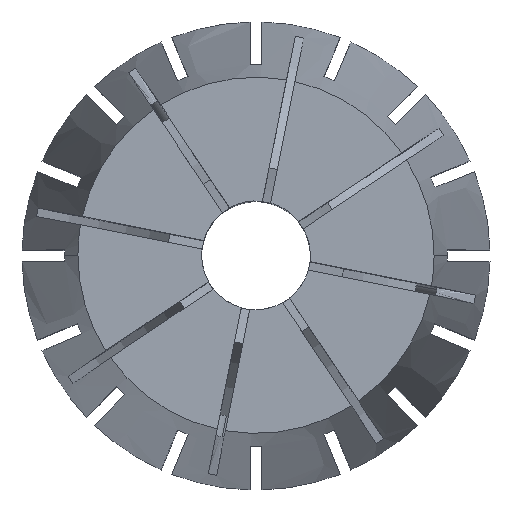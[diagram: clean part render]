
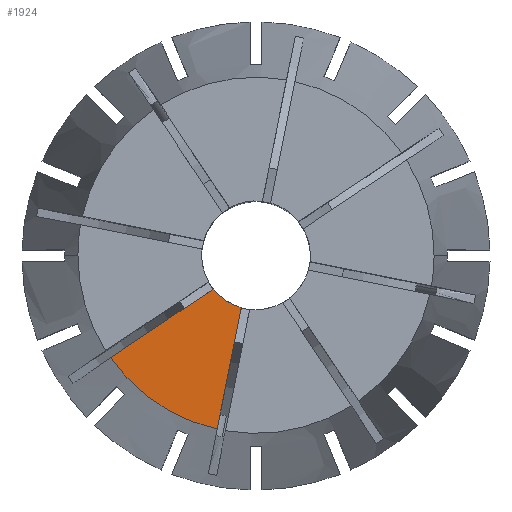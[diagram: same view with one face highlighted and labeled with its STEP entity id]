
A CAD part, top view. The second image highlights one B-rep face of the part: STEP entity #1924.
In plain terms, the highlighted planar face has unit normal (0, 0, 1).
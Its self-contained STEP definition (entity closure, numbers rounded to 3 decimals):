
#9 = CARTESIAN_POINT ( 'NONE',  ( 0., 0., 0. ) ) ;
#40 = AXIS2_PLACEMENT_3D ( 'NONE', #9, #5220, #6440 ) ;
#843 = VECTOR ( 'NONE', #7307, 1000. ) ;
#853 = AXIS2_PLACEMENT_3D ( 'NONE', #1772, #1266, #1217 ) ;
#1075 = EDGE_LOOP ( 'NONE', ( #1857, #3869, #1666, #3709 ) ) ;
#1103 = LINE ( 'NONE', #3805, #2575 ) ;
#1160 = CARTESIAN_POINT ( 'NONE',  ( 0., 0., 0. ) ) ;
#1217 = DIRECTION ( 'NONE',  ( -1., 0., 0. ) ) ;
#1266 = DIRECTION ( 'NONE',  ( 0., 0., -1. ) ) ;
#1666 = ORIENTED_EDGE ( 'NONE', *, *, #4484, .T. ) ;
#1772 = CARTESIAN_POINT ( 'NONE',  ( 0., 0., 0. ) ) ;
#1857 = ORIENTED_EDGE ( 'NONE', *, *, #2267, .F. ) ;
#1924 = ADVANCED_FACE ( 'NONE', ( #3205 ), #2479, .F. ) ;
#2179 = VERTEX_POINT ( 'NONE', #6823 ) ;
#2267 = EDGE_CURVE ( 'NONE', #2877, #6866, #3018, .T. ) ;
#2479 = PLANE ( 'NONE',  #853 ) ;
#2575 = VECTOR ( 'NONE', #3823, 1000. ) ;
#2714 = VERTEX_POINT ( 'NONE', #7385 ) ;
#2877 = VERTEX_POINT ( 'NONE', #5225 ) ;
#2980 = DIRECTION ( 'NONE',  ( 0., 0., 1. ) ) ;
#3018 = CIRCLE ( 'NONE', #40, 4.763 ) ;
#3205 = FACE_OUTER_BOUND ( 'NONE', #1075, .T. ) ;
#3709 = ORIENTED_EDGE ( 'NONE', *, *, #6712, .F. ) ;
#3805 = CARTESIAN_POINT ( 'NONE',  ( -0.368, 0.073, 0. ) ) ;
#3823 = DIRECTION ( 'NONE',  ( -0.195, -0.981, 0. ) ) ;
#3869 = ORIENTED_EDGE ( 'NONE', *, *, #6004, .F. ) ;
#4316 = AXIS2_PLACEMENT_3D ( 'NONE', #1160, #2980, #6960 ) ;
#4360 = CARTESIAN_POINT ( 'NONE',  ( 0.208, -0.312, 0. ) ) ;
#4484 = EDGE_CURVE ( 'NONE', #2179, #2714, #5496, .T. ) ;
#5220 = DIRECTION ( 'NONE',  ( 0., 0., 1. ) ) ;
#5225 = CARTESIAN_POINT ( 'NONE',  ( -3.739, -2.949, 0. ) ) ;
#5496 = CIRCLE ( 'NONE', #4316, 15.595 ) ;
#6004 = EDGE_CURVE ( 'NONE', #2179, #2877, #6938, .T. ) ;
#6166 = CARTESIAN_POINT ( 'NONE',  ( -1.294, -4.583, 0. ) ) ;
#6440 = DIRECTION ( 'NONE',  ( 1., 0., 0. ) ) ;
#6712 = EDGE_CURVE ( 'NONE', #6866, #2714, #1103, .T. ) ;
#6823 = CARTESIAN_POINT ( 'NONE',  ( -12.755, -8.974, 0. ) ) ;
#6866 = VERTEX_POINT ( 'NONE', #6166 ) ;
#6938 = LINE ( 'NONE', #4360, #843 ) ;
#6960 = DIRECTION ( 'NONE',  ( 1., 0., 0. ) ) ;
#7307 = DIRECTION ( 'NONE',  ( 0.831, 0.556, 0. ) ) ;
#7385 = CARTESIAN_POINT ( 'NONE',  ( -3.409, -15.218, 0. ) ) ;
